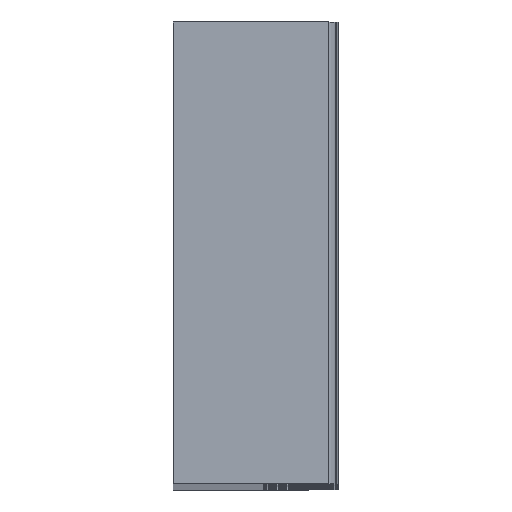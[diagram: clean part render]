
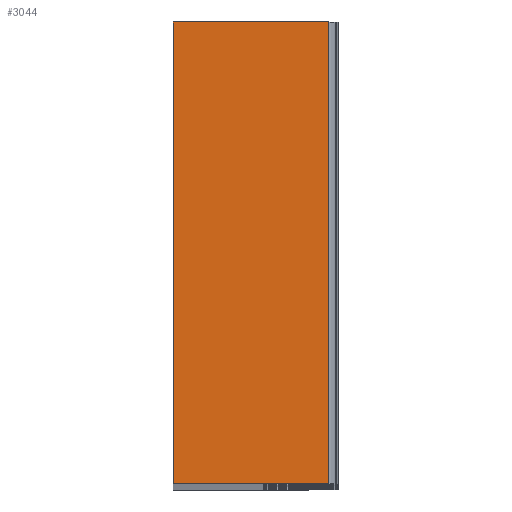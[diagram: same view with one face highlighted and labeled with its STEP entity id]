
A CAD part, top view. The second image highlights one B-rep face of the part: STEP entity #3044.
In plain terms, the highlighted planar face has unit normal (0, 0, 1).
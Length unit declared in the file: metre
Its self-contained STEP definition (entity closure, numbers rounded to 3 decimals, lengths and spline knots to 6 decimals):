
#334=ORIENTED_EDGE('',*,*,#1261,.F.);
#335=ORIENTED_EDGE('',*,*,#1262,.F.);
#336=ORIENTED_EDGE('',*,*,#1263,.T.);
#337=ORIENTED_EDGE('',*,*,#1259,.T.);
#1259=EDGE_CURVE('',#1713,#1712,#2028,.T.);
#1261=EDGE_CURVE('',#1714,#1712,#2029,.T.);
#1262=EDGE_CURVE('',#1715,#1714,#2030,.T.);
#1263=EDGE_CURVE('',#1715,#1713,#2031,.T.);
#1712=VERTEX_POINT('',#4595);
#1713=VERTEX_POINT('',#4597);
#1714=VERTEX_POINT('',#4601);
#1715=VERTEX_POINT('',#4603);
#2028=LINE('',#4596,#2346);
#2029=LINE('',#4600,#2347);
#2030=LINE('',#4602,#2348);
#2031=LINE('',#4604,#2349);
#2346=VECTOR('',#3643,1.);
#2347=VECTOR('',#3648,1.);
#2348=VECTOR('',#3649,1.);
#2349=VECTOR('',#3650,1.);
#2642=EDGE_LOOP('',(#334,#335,#336,#337));
#2802=FACE_BOUND('',#2642,.T.);
#2951=PLANE('',#3239);
#3044=ADVANCED_FACE('',(#2802),#2951,.T.);
#3239=AXIS2_PLACEMENT_3D('',#4599,#3646,#3647);
#3643=DIRECTION('',(0.,1.,0.));
#3646=DIRECTION('',(0.,0.,1.));
#3647=DIRECTION('',(1.,0.,0.));
#3648=DIRECTION('',(1.,0.,0.));
#3649=DIRECTION('',(0.,1.,0.));
#3650=DIRECTION('',(1.,0.,0.));
#4595=CARTESIAN_POINT('',(-0.000682,0.,0.00825));
#4596=CARTESIAN_POINT('',(-0.000682,-0.00635,0.00825));
#4597=CARTESIAN_POINT('',(-0.000682,-0.00635,0.00825));
#4599=CARTESIAN_POINT('',(-0.000918,-0.00635,0.00825));
#4600=CARTESIAN_POINT('',(-0.000918,0.,0.00825));
#4601=CARTESIAN_POINT('',(-0.002821,0.,0.00825));
#4602=CARTESIAN_POINT('',(-0.002821,-0.00635,0.00825));
#4603=CARTESIAN_POINT('',(-0.002821,-0.00635,0.00825));
#4604=CARTESIAN_POINT('',(-0.000918,-0.00635,0.00825));
